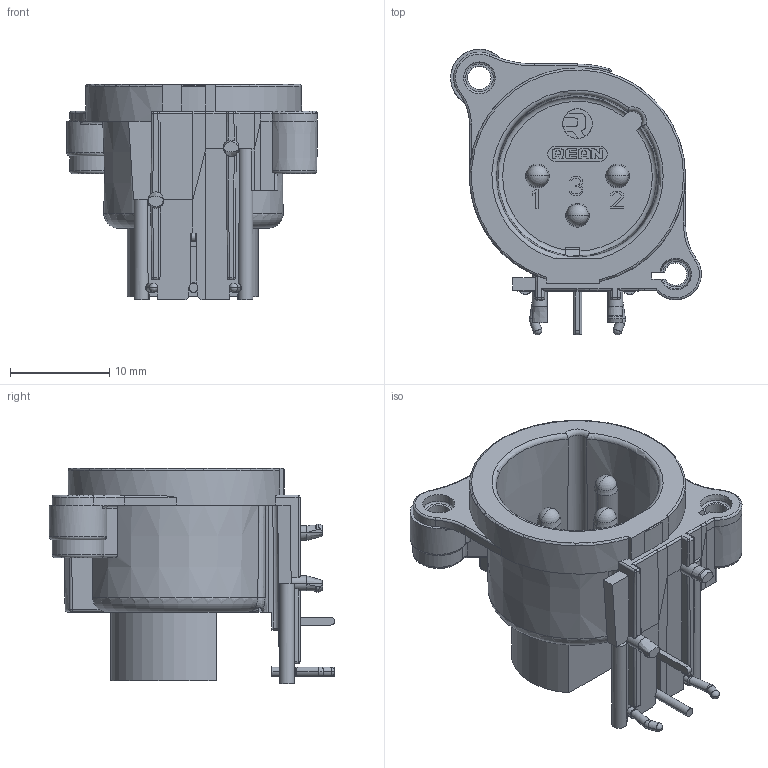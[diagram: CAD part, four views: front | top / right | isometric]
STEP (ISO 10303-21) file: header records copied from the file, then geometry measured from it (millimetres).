
FILE_DESCRIPTION((''),'2;1');
FILE_NAME('RRX3M-AA-001','2024-04-29T08:10:51',('summer.xia'),(''),'CREO PARAMETRIC BY PTC INC, 2023424','CREO PARAMETRIC BY PTC INC, 2023424','');
FILE_SCHEMA(('CONFIG_CONTROL_DESIGN'));
Length unit declared in the file: millimetre
Products named in the file (1): RRX3M-AA-001
Bounding box: 25.3 x 28.8 x 21.7 mm (x, y, z)
Volume: 3275.8 mm3; surface area: 3800.9 mm2
Topology: 2 solids, 2 shells, 520 faces, 1396 edges, 888 vertices
Faces by surface type: plane 284, cylinder 115, torus 35, bspline 23, cone 22, extrusion 21, sphere 20
Entity records: 17609 total; most frequent: CARTESIAN_POINT 5099, ORIENTED_EDGE 2730, DIRECTION 2358, EDGE_CURVE 1365, VECTOR 882, VERTEX_POINT 866, LINE 861, AXIS2_PLACEMENT_3D 738
